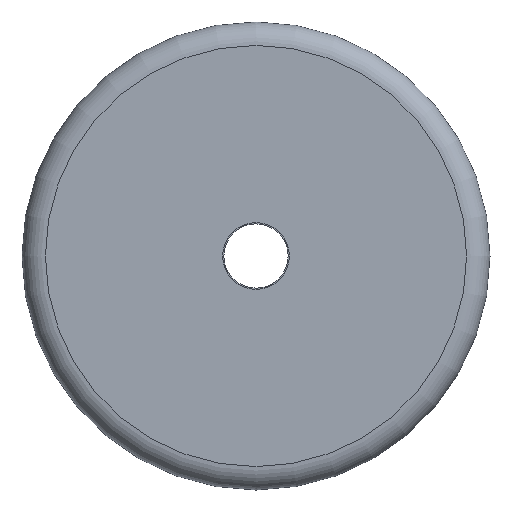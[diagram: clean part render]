
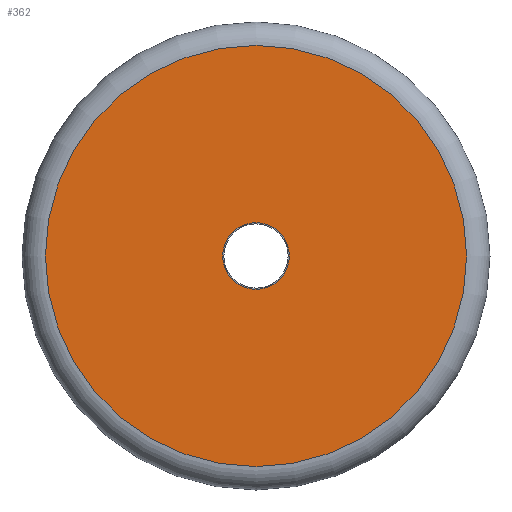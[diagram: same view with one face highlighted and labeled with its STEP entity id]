
A CAD part, front view. The second image highlights one B-rep face of the part: STEP entity #362.
In plain terms, the highlighted planar face has unit normal (0, -1, 0).
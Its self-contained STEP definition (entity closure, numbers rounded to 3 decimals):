
#43=FACE_BOUND('',#106,.T.);
#50=PLANE('',#490);
#85=FACE_OUTER_BOUND('',#105,.T.);
#105=EDGE_LOOP('',(#294,#295));
#106=EDGE_LOOP('',(#296,#297));
#124=CIRCLE('',#467,18.);
#125=CIRCLE('',#468,18.);
#139=CIRCLE('',#488,2.85);
#140=CIRCLE('',#489,2.85);
#166=VERTEX_POINT('',#678);
#167=VERTEX_POINT('',#680);
#179=VERTEX_POINT('',#715);
#180=VERTEX_POINT('',#717);
#205=EDGE_CURVE('',#166,#167,#124,.T.);
#206=EDGE_CURVE('',#167,#166,#125,.T.);
#223=EDGE_CURVE('',#180,#179,#139,.T.);
#224=EDGE_CURVE('',#179,#180,#140,.T.);
#294=ORIENTED_EDGE('',*,*,#206,.F.);
#295=ORIENTED_EDGE('',*,*,#205,.F.);
#296=ORIENTED_EDGE('',*,*,#223,.T.);
#297=ORIENTED_EDGE('',*,*,#224,.T.);
#362=ADVANCED_FACE('',(#85,#43),#50,.T.);
#467=AXIS2_PLACEMENT_3D('',#681,#540,#541);
#468=AXIS2_PLACEMENT_3D('',#682,#542,#543);
#488=AXIS2_PLACEMENT_3D('',#718,#585,#586);
#489=AXIS2_PLACEMENT_3D('',#719,#587,#588);
#490=AXIS2_PLACEMENT_3D('',#720,#589,#590);
#540=DIRECTION('center_axis',(0.,1.,0.));
#541=DIRECTION('ref_axis',(1.,0.,0.));
#542=DIRECTION('center_axis',(0.,1.,0.));
#543=DIRECTION('ref_axis',(1.,0.,0.));
#585=DIRECTION('center_axis',(0.,1.,0.));
#586=DIRECTION('ref_axis',(1.,0.,0.));
#587=DIRECTION('center_axis',(0.,1.,0.));
#588=DIRECTION('ref_axis',(1.,0.,0.));
#589=DIRECTION('center_axis',(0.,-1.,0.));
#590=DIRECTION('ref_axis',(0.,0.,-1.));
#678=CARTESIAN_POINT('',(0.,0.,-18.));
#680=CARTESIAN_POINT('',(-18.,0.,0.));
#681=CARTESIAN_POINT('Origin',(0.,0.,0.));
#682=CARTESIAN_POINT('Origin',(0.,0.,0.));
#715=CARTESIAN_POINT('',(2.85,0.,0.));
#717=CARTESIAN_POINT('',(-2.85,0.,0.));
#718=CARTESIAN_POINT('Origin',(0.,0.,0.));
#719=CARTESIAN_POINT('Origin',(0.,0.,0.));
#720=CARTESIAN_POINT('Origin',(-18.,0.,0.));
